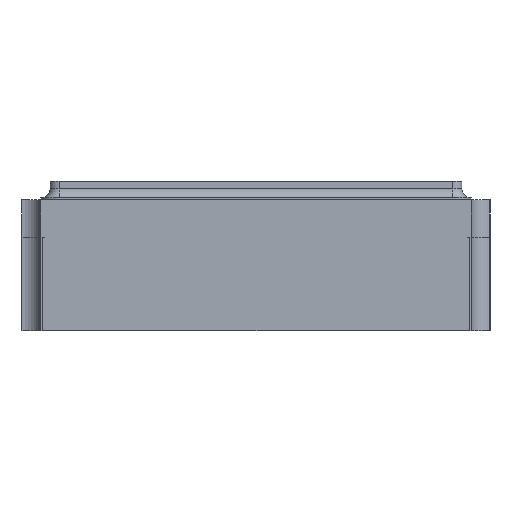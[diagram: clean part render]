
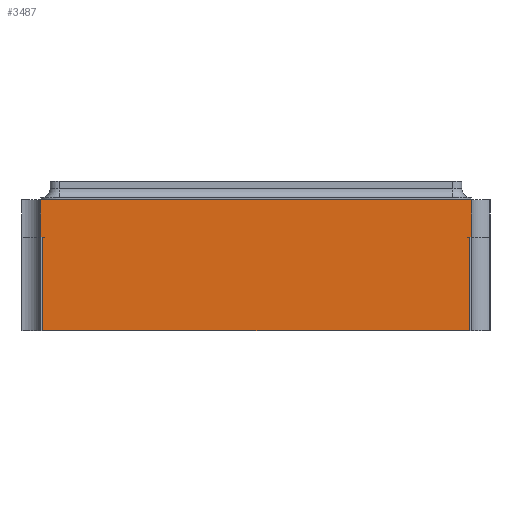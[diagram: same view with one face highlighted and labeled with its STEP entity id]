
A CAD part, left-side view. The second image highlights one B-rep face of the part: STEP entity #3487.
In plain terms, the highlighted planar face has unit normal (-1, 0, 0).
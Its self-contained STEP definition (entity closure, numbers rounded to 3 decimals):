
#340=ORIENTED_EDGE('',*,*,#1246,.F.);
#341=ORIENTED_EDGE('',*,*,#1320,.F.);
#342=ORIENTED_EDGE('',*,*,#1321,.F.);
#343=ORIENTED_EDGE('',*,*,#1322,.T.);
#344=ORIENTED_EDGE('',*,*,#1267,.T.);
#345=ORIENTED_EDGE('',*,*,#1272,.T.);
#346=ORIENTED_EDGE('',*,*,#1323,.T.);
#347=ORIENTED_EDGE('',*,*,#1240,.F.);
#1240=EDGE_CURVE('',#1752,#1751,#2092,.T.);
#1246=EDGE_CURVE('',#1756,#1752,#2097,.T.);
#1267=EDGE_CURVE('',#1772,#1771,#2118,.T.);
#1272=EDGE_CURVE('',#1771,#1774,#2122,.T.);
#1320=EDGE_CURVE('',#1808,#1756,#2167,.T.);
#1321=EDGE_CURVE('',#1809,#1808,#2168,.T.);
#1322=EDGE_CURVE('',#1809,#1772,#2169,.T.);
#1323=EDGE_CURVE('',#1774,#1751,#2170,.T.);
#1751=VERTEX_POINT('',#5612);
#1752=VERTEX_POINT('',#5614);
#1756=VERTEX_POINT('',#5625);
#1771=VERTEX_POINT('',#5669);
#1772=VERTEX_POINT('',#5671);
#1774=VERTEX_POINT('',#5678);
#1808=VERTEX_POINT('',#5776);
#1809=VERTEX_POINT('',#5780);
#2092=LINE('',#5615,#2500);
#2097=LINE('',#5626,#2505);
#2118=LINE('',#5670,#2526);
#2122=LINE('',#5679,#2530);
#2167=LINE('',#5777,#2575);
#2168=LINE('',#5779,#2576);
#2169=LINE('',#5781,#2577);
#2170=LINE('',#5782,#2578);
#2500=VECTOR('',#4762,1000.);
#2505=VECTOR('',#4771,1000.);
#2526=VECTOR('',#4808,1000.);
#2530=VECTOR('',#4816,1000.);
#2575=VECTOR('',#4899,1000.);
#2576=VECTOR('',#4902,1000.);
#2577=VECTOR('',#4903,1000.);
#2578=VECTOR('',#4904,1000.);
#2925=EDGE_LOOP('',(#340,#341,#342,#343,#344,#345,#346,#347));
#3135=FACE_BOUND('',#2925,.T.);
#3344=PLANE('',#4556);
#3487=ADVANCED_FACE('',(#3135),#3344,.F.);
#4556=AXIS2_PLACEMENT_3D('',#5778,#4900,#4901);
#4762=DIRECTION('',(0.,0.,-1.));
#4771=DIRECTION('',(0.,1.,0.));
#4808=DIRECTION('',(0.,-1.,0.));
#4816=DIRECTION('',(0.,0.,-1.));
#4899=DIRECTION('',(0.,0.,-1.));
#4900=DIRECTION('',(1.,0.,0.));
#4901=DIRECTION('',(0.,1.,0.));
#4902=DIRECTION('',(0.,-1.,0.));
#4903=DIRECTION('',(0.,0.,-1.));
#4904=DIRECTION('',(0.,-1.,0.));
#5612=CARTESIAN_POINT('',(-1.6,-1.14,0.));
#5614=CARTESIAN_POINT('',(-1.6,-1.14,0.5));
#5615=CARTESIAN_POINT('',(-1.6,-1.14,0.5));
#5625=CARTESIAN_POINT('',(-1.6,-1.15,0.5));
#5626=CARTESIAN_POINT('',(-1.6,-1.15,0.5));
#5669=CARTESIAN_POINT('',(-1.6,1.14,0.5));
#5670=CARTESIAN_POINT('',(-1.6,1.15,0.5));
#5671=CARTESIAN_POINT('',(-1.6,1.15,0.5));
#5678=CARTESIAN_POINT('',(-1.6,1.14,0.));
#5679=CARTESIAN_POINT('',(-1.6,1.14,0.5));
#5776=CARTESIAN_POINT('',(-1.6,-1.15,0.7));
#5777=CARTESIAN_POINT('',(-1.6,-1.15,0.7));
#5778=CARTESIAN_POINT('',(-1.6,1.15,0.7));
#5779=CARTESIAN_POINT('',(-1.6,1.15,0.7));
#5780=CARTESIAN_POINT('',(-1.6,1.15,0.7));
#5781=CARTESIAN_POINT('',(-1.6,1.15,0.7));
#5782=CARTESIAN_POINT('',(-1.6,1.15,0.));
